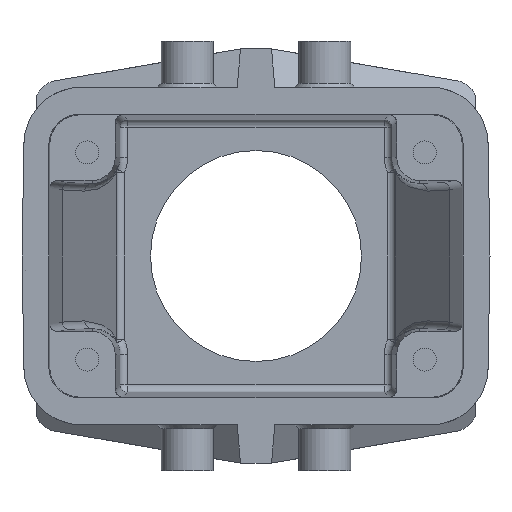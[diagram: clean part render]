
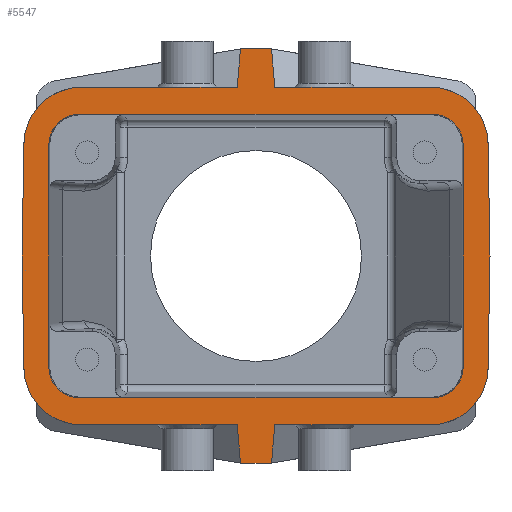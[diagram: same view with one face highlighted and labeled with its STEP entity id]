
A CAD part, front view. The second image highlights one B-rep face of the part: STEP entity #5547.
In plain terms, the highlighted planar face has unit normal (0, -1, 0).
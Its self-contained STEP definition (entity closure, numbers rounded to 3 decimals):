
#201=DIRECTION('',(0.,0.,-1.));
#202=VECTOR('',#201,29.);
#203=CARTESIAN_POINT('',(-27.,-9.,14.5));
#204=LINE('',#203,#202);
#217=CARTESIAN_POINT('',(-23.,-9.,-14.5));
#218=DIRECTION('',(0.,1.,0.));
#219=DIRECTION('',(0.,0.,-1.));
#220=AXIS2_PLACEMENT_3D('',#217,#218,#219);
#222=CARTESIAN_POINT('',(23.,-9.,-14.5));
#223=DIRECTION('',(0.,1.,0.));
#224=DIRECTION('',(1.,0.,0.));
#225=AXIS2_PLACEMENT_3D('',#222,#223,#224);
#227=DIRECTION('',(0.,0.,-1.));
#228=VECTOR('',#227,29.);
#229=CARTESIAN_POINT('',(27.,-9.,14.5));
#230=LINE('',#229,#228);
#231=CARTESIAN_POINT('',(23.,-9.,14.5));
#232=DIRECTION('',(0.,1.,0.));
#233=DIRECTION('',(0.,0.,1.));
#234=AXIS2_PLACEMENT_3D('',#231,#232,#233);
#236=DIRECTION('',(1.,0.,0.));
#237=VECTOR('',#236,46.);
#238=CARTESIAN_POINT('',(-23.,-9.,18.5));
#239=LINE('',#238,#237);
#240=CARTESIAN_POINT('',(-23.,-9.,14.5));
#241=DIRECTION('',(0.,1.,0.));
#242=DIRECTION('',(-1.,0.,0.));
#243=AXIS2_PLACEMENT_3D('',#240,#241,#242);
#245=DIRECTION('',(-0.017,0.,1.));
#246=VECTOR('',#245,14.633);
#247=CARTESIAN_POINT('',(30.5,-9.,0.));
#248=LINE('',#247,#246);
#249=DIRECTION('',(0.017,0.,1.));
#250=VECTOR('',#249,14.633);
#251=CARTESIAN_POINT('',(30.245,-9.,-14.631));
#252=LINE('',#251,#250);
#253=CARTESIAN_POINT('',(22.746,-9.,-14.5));
#254=DIRECTION('',(0.,-1.,0.));
#255=DIRECTION('',(0.,0.,-1.));
#256=AXIS2_PLACEMENT_3D('',#253,#254,#255);
#258=DIRECTION('',(0.087,0.,0.996));
#259=VECTOR('',#258,5.019);
#260=CARTESIAN_POINT('',(2.019,-9.,-27.));
#261=LINE('',#260,#259);
#262=DIRECTION('',(0.087,0.,-0.996));
#263=VECTOR('',#262,5.019);
#264=CARTESIAN_POINT('',(-2.456,-9.,-22.));
#265=LINE('',#264,#263);
#266=CARTESIAN_POINT('',(-22.746,-9.,-14.5));
#267=DIRECTION('',(0.,-1.,0.));
#268=DIRECTION('',(-1.,0.,-0.017));
#269=AXIS2_PLACEMENT_3D('',#266,#267,#268);
#271=DIRECTION('',(0.017,0.,-1.));
#272=VECTOR('',#271,14.633);
#273=CARTESIAN_POINT('',(-30.5,-9.,0.));
#274=LINE('',#273,#272);
#275=DIRECTION('',(-0.017,0.,-1.));
#276=VECTOR('',#275,14.633);
#277=CARTESIAN_POINT('',(-30.245,-9.,14.631));
#278=LINE('',#277,#276);
#279=CARTESIAN_POINT('',(-22.746,-9.,14.5));
#280=DIRECTION('',(0.,-1.,0.));
#281=DIRECTION('',(0.,0.,1.));
#282=AXIS2_PLACEMENT_3D('',#279,#280,#281);
#284=DIRECTION('',(-0.087,0.,-0.996));
#285=VECTOR('',#284,5.019);
#286=CARTESIAN_POINT('',(-2.019,-9.,27.));
#287=LINE('',#286,#285);
#288=DIRECTION('',(-1.,0.,0.));
#289=VECTOR('',#288,4.038);
#290=CARTESIAN_POINT('',(2.019,-9.,27.));
#291=LINE('',#290,#289);
#292=DIRECTION('',(-0.087,0.,0.996));
#293=VECTOR('',#292,5.019);
#294=CARTESIAN_POINT('',(2.456,-9.,22.));
#295=LINE('',#294,#293);
#296=CARTESIAN_POINT('',(22.746,-9.,14.5));
#297=DIRECTION('',(0.,-1.,0.));
#298=DIRECTION('',(1.,0.,0.017));
#299=AXIS2_PLACEMENT_3D('',#296,#297,#298);
#305=DIRECTION('',(1.,0.,0.));
#306=VECTOR('',#305,46.);
#307=CARTESIAN_POINT('',(-23.,-9.,-18.5));
#308=LINE('',#307,#306);
#1280=DIRECTION('',(1.,0.,0.));
#1281=VECTOR('',#1280,20.29);
#1282=CARTESIAN_POINT('',(2.456,-9.,22.));
#1283=LINE('',#1282,#1281);
#1470=DIRECTION('',(1.,0.,0.));
#1471=VECTOR('',#1470,20.29);
#1472=CARTESIAN_POINT('',(-22.746,-9.,22.));
#1473=LINE('',#1472,#1471);
#1808=DIRECTION('',(-1.,0.,0.));
#1809=VECTOR('',#1808,20.29);
#1810=CARTESIAN_POINT('',(-2.456,-9.,-22.));
#1811=LINE('',#1810,#1809);
#1860=DIRECTION('',(-1.,0.,0.));
#1861=VECTOR('',#1860,4.038);
#1862=CARTESIAN_POINT('',(2.019,-9.,-27.));
#1863=LINE('',#1862,#1861);
#2403=DIRECTION('',(-1.,0.,0.));
#2404=VECTOR('',#2403,20.29);
#2405=CARTESIAN_POINT('',(22.746,-9.,-22.));
#2406=LINE('',#2405,#2404);
#4272=CARTESIAN_POINT('',(23.,-9.,18.5));
#4273=VERTEX_POINT('',#4272);
#4274=CARTESIAN_POINT('',(-23.,-9.,18.5));
#4275=VERTEX_POINT('',#4274);
#4294=CARTESIAN_POINT('',(-23.,-9.,-18.5));
#4295=VERTEX_POINT('',#4294);
#4296=CARTESIAN_POINT('',(23.,-9.,-18.5));
#4297=VERTEX_POINT('',#4296);
#4503=CARTESIAN_POINT('',(-27.,-9.,14.5));
#4504=VERTEX_POINT('',#4503);
#4505=CARTESIAN_POINT('',(-27.,-9.,-14.5));
#4506=VERTEX_POINT('',#4505);
#4525=CARTESIAN_POINT('',(27.,-9.,-14.5));
#4526=VERTEX_POINT('',#4525);
#4527=CARTESIAN_POINT('',(27.,-9.,14.5));
#4528=VERTEX_POINT('',#4527);
#4551=CARTESIAN_POINT('',(30.5,-9.,0.));
#4552=CARTESIAN_POINT('',(30.245,-9.,14.631));
#4553=VERTEX_POINT('',#4551);
#4554=VERTEX_POINT('',#4552);
#4555=CARTESIAN_POINT('',(22.746,-9.,22.));
#4556=VERTEX_POINT('',#4555);
#4557=CARTESIAN_POINT('',(2.456,-9.,22.));
#4558=VERTEX_POINT('',#4557);
#4559=CARTESIAN_POINT('',(2.019,-9.,27.));
#4560=VERTEX_POINT('',#4559);
#4561=CARTESIAN_POINT('',(-2.019,-9.,27.));
#4562=VERTEX_POINT('',#4561);
#4563=CARTESIAN_POINT('',(-2.456,-9.,22.));
#4564=VERTEX_POINT('',#4563);
#4565=CARTESIAN_POINT('',(-22.746,-9.,22.));
#4566=VERTEX_POINT('',#4565);
#4567=CARTESIAN_POINT('',(-30.245,-9.,14.631));
#4568=VERTEX_POINT('',#4567);
#4569=CARTESIAN_POINT('',(-30.5,-9.,0.));
#4570=VERTEX_POINT('',#4569);
#4571=CARTESIAN_POINT('',(-30.245,-9.,-14.631));
#4572=VERTEX_POINT('',#4571);
#4573=CARTESIAN_POINT('',(-22.746,-9.,-22.));
#4574=VERTEX_POINT('',#4573);
#4575=CARTESIAN_POINT('',(-2.456,-9.,-22.));
#4576=VERTEX_POINT('',#4575);
#4577=CARTESIAN_POINT('',(-2.019,-9.,-27.));
#4578=VERTEX_POINT('',#4577);
#4579=CARTESIAN_POINT('',(2.019,-9.,-27.));
#4580=VERTEX_POINT('',#4579);
#4581=CARTESIAN_POINT('',(2.456,-9.,-22.));
#4582=VERTEX_POINT('',#4581);
#4583=CARTESIAN_POINT('',(22.746,-9.,-22.));
#4584=VERTEX_POINT('',#4583);
#4585=CARTESIAN_POINT('',(30.245,-9.,-14.631));
#4586=VERTEX_POINT('',#4585);
#5488=CARTESIAN_POINT('',(30.,-9.,-21.5));
#5489=DIRECTION('',(0.,1.,0.));
#5490=DIRECTION('',(-1.,0.,0.));
#5491=AXIS2_PLACEMENT_3D('',#5488,#5489,#5490);
#5492=PLANE('',#5491);
#5494=ORIENTED_EDGE('',*,*,#5493,.F.);
#5496=ORIENTED_EDGE('',*,*,#5495,.F.);
#5498=ORIENTED_EDGE('',*,*,#5497,.F.);
#5500=ORIENTED_EDGE('',*,*,#5499,.T.);
#5502=ORIENTED_EDGE('',*,*,#5501,.F.);
#5504=ORIENTED_EDGE('',*,*,#5503,.T.);
#5506=ORIENTED_EDGE('',*,*,#5505,.F.);
#5508=ORIENTED_EDGE('',*,*,#5507,.T.);
#5510=ORIENTED_EDGE('',*,*,#5509,.F.);
#5512=ORIENTED_EDGE('',*,*,#5511,.F.);
#5514=ORIENTED_EDGE('',*,*,#5513,.F.);
#5516=ORIENTED_EDGE('',*,*,#5515,.F.);
#5518=ORIENTED_EDGE('',*,*,#5517,.T.);
#5520=ORIENTED_EDGE('',*,*,#5519,.F.);
#5522=ORIENTED_EDGE('',*,*,#5521,.F.);
#5524=ORIENTED_EDGE('',*,*,#5523,.F.);
#5526=ORIENTED_EDGE('',*,*,#5525,.T.);
#5528=ORIENTED_EDGE('',*,*,#5527,.F.);
#5529=EDGE_LOOP('',(#5494,#5496,#5498,#5500,#5502,#5504,#5506,#5508,#5510,#5512,
#5514,#5516,#5518,#5520,#5522,#5524,#5526,#5528));
#5530=FACE_OUTER_BOUND('',#5529,.F.);
#5531=ORIENTED_EDGE('',*,*,#5479,.F.);
#5533=ORIENTED_EDGE('',*,*,#5532,.T.);
#5535=ORIENTED_EDGE('',*,*,#5534,.F.);
#5537=ORIENTED_EDGE('',*,*,#5536,.F.);
#5539=ORIENTED_EDGE('',*,*,#5538,.F.);
#5541=ORIENTED_EDGE('',*,*,#5540,.F.);
#5543=ORIENTED_EDGE('',*,*,#5542,.F.);
#5544=ORIENTED_EDGE('',*,*,#5460,.T.);
#5545=EDGE_LOOP('',(#5531,#5533,#5535,#5537,#5539,#5541,#5543,#5544));
#5546=FACE_BOUND('',#5545,.F.);
#5547=ADVANCED_FACE('',(#5530,#5546),#5492,.F.);
#221=CIRCLE('',#220,4.);
#226=CIRCLE('',#225,4.);
#235=CIRCLE('',#234,4.);
#244=CIRCLE('',#243,4.);
#257=CIRCLE('',#256,7.5);
#270=CIRCLE('',#269,7.5);
#283=CIRCLE('',#282,7.5);
#300=CIRCLE('',#299,7.5);
#5460=EDGE_CURVE('',#4504,#4506,#204,.T.);
#5479=EDGE_CURVE('',#4295,#4506,#221,.T.);
#5493=EDGE_CURVE('',#4553,#4554,#248,.T.);
#5495=EDGE_CURVE('',#4586,#4553,#252,.T.);
#5497=EDGE_CURVE('',#4584,#4586,#257,.T.);
#5499=EDGE_CURVE('',#4584,#4582,#2406,.T.);
#5501=EDGE_CURVE('',#4580,#4582,#261,.T.);
#5503=EDGE_CURVE('',#4580,#4578,#1863,.T.);
#5505=EDGE_CURVE('',#4576,#4578,#265,.T.);
#5507=EDGE_CURVE('',#4576,#4574,#1811,.T.);
#5509=EDGE_CURVE('',#4572,#4574,#270,.T.);
#5511=EDGE_CURVE('',#4570,#4572,#274,.T.);
#5513=EDGE_CURVE('',#4568,#4570,#278,.T.);
#5515=EDGE_CURVE('',#4566,#4568,#283,.T.);
#5517=EDGE_CURVE('',#4566,#4564,#1473,.T.);
#5519=EDGE_CURVE('',#4562,#4564,#287,.T.);
#5521=EDGE_CURVE('',#4560,#4562,#291,.T.);
#5523=EDGE_CURVE('',#4558,#4560,#295,.T.);
#5525=EDGE_CURVE('',#4558,#4556,#1283,.T.);
#5527=EDGE_CURVE('',#4554,#4556,#300,.T.);
#5532=EDGE_CURVE('',#4295,#4297,#308,.T.);
#5534=EDGE_CURVE('',#4526,#4297,#226,.T.);
#5536=EDGE_CURVE('',#4528,#4526,#230,.T.);
#5538=EDGE_CURVE('',#4273,#4528,#235,.T.);
#5540=EDGE_CURVE('',#4275,#4273,#239,.T.);
#5542=EDGE_CURVE('',#4504,#4275,#244,.T.);
